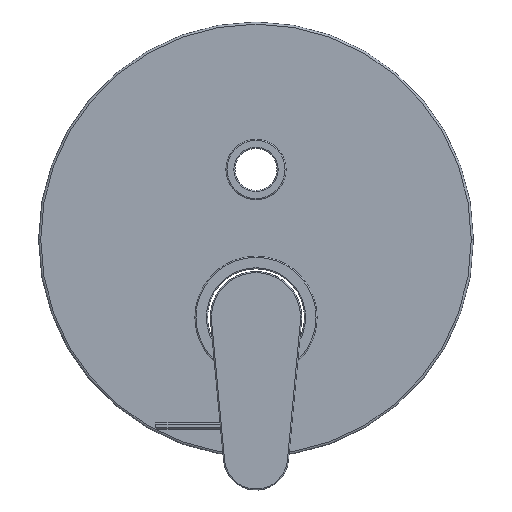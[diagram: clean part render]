
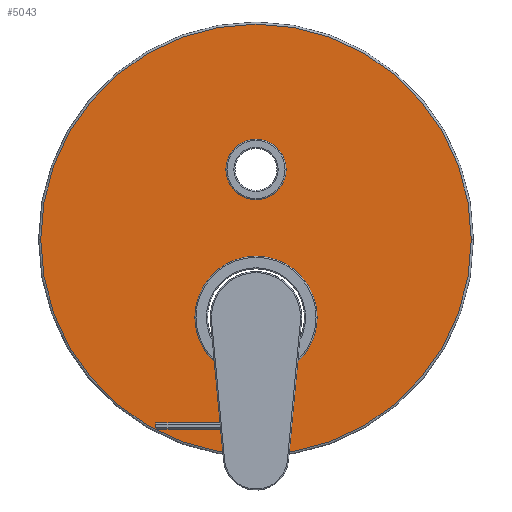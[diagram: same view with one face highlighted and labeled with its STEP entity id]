
A CAD part, top view. The second image highlights one B-rep face of the part: STEP entity #5043.
In plain terms, the highlighted face is planar.
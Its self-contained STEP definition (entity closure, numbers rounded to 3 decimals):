
#4755=CARTESIAN_POINT('',(0.,8.,0.));
#4756=DIRECTION('',(0.,1.,0.));
#4757=DIRECTION('',(1.,0.,0.));
#4758=AXIS2_PLACEMENT_3D('',#4755,#4756,#4757);
#4763=CARTESIAN_POINT('',(0.,8.,0.));
#4764=DIRECTION('',(0.,1.,0.));
#4765=DIRECTION('',(-1.,0.,0.));
#4766=AXIS2_PLACEMENT_3D('',#4763,#4764,#4765);
#4771=CARTESIAN_POINT('',(0.,8.,35.8));
#4772=DIRECTION('',(0.,1.,0.));
#4773=DIRECTION('',(1.,0.,0.));
#4774=AXIS2_PLACEMENT_3D('',#4771,#4772,#4773);
#4779=CARTESIAN_POINT('',(0.,8.,35.8));
#4780=DIRECTION('',(0.,1.,0.));
#4781=DIRECTION('',(-1.,0.,0.));
#4782=AXIS2_PLACEMENT_3D('',#4779,#4780,#4781);
#4787=CARTESIAN_POINT('',(0.,8.,-32.2));
#4788=DIRECTION('',(0.,1.,0.));
#4789=DIRECTION('',(1.,0.,0.));
#4790=AXIS2_PLACEMENT_3D('',#4787,#4788,#4789);
#4795=CARTESIAN_POINT('',(0.,8.,-32.2));
#4796=DIRECTION('',(0.,1.,0.));
#4797=DIRECTION('',(-1.,0.,0.));
#4798=AXIS2_PLACEMENT_3D('',#4795,#4796,#4797);
#4863=CARTESIAN_POINT('',(99.,8.,0.));
#4864=CARTESIAN_POINT('',(-99.,8.,0.));
#4865=VERTEX_POINT('',#4863);
#4866=VERTEX_POINT('',#4864);
#4883=CARTESIAN_POINT('',(25.,8.,35.8));
#4884=CARTESIAN_POINT('',(-25.,8.,35.8));
#4885=VERTEX_POINT('',#4883);
#4886=VERTEX_POINT('',#4884);
#4891=CARTESIAN_POINT('',(11.5,8.,-32.2));
#4892=CARTESIAN_POINT('',(-11.5,8.,-32.2));
#4893=VERTEX_POINT('',#4891);
#4894=VERTEX_POINT('',#4892);
#5021=CARTESIAN_POINT('',(0.,8.,0.));
#5022=DIRECTION('',(0.,-1.,0.));
#5023=DIRECTION('',(-1.,0.,0.));
#5024=AXIS2_PLACEMENT_3D('',#5021,#5022,#5023);
#5025=PLANE('',#5024);
#5026=ORIENTED_EDGE('',*,*,#5011,.F.);
#5028=ORIENTED_EDGE('',*,*,#5027,.F.);
#5029=EDGE_LOOP('',(#5026,#5028));
#5030=FACE_OUTER_BOUND('',#5029,.F.);
#5032=ORIENTED_EDGE('',*,*,#5031,.T.);
#5034=ORIENTED_EDGE('',*,*,#5033,.T.);
#5035=EDGE_LOOP('',(#5032,#5034));
#5036=FACE_BOUND('',#5035,.F.);
#5038=ORIENTED_EDGE('',*,*,#5037,.T.);
#5040=ORIENTED_EDGE('',*,*,#5039,.T.);
#5041=EDGE_LOOP('',(#5038,#5040));
#5042=FACE_BOUND('',#5041,.F.);
#5043=ADVANCED_FACE('',(#5030,#5036,#5042),#5025,.F.);
#4759=CIRCLE('',#4758,99.);
#4767=CIRCLE('',#4766,99.);
#4775=CIRCLE('',#4774,25.);
#4783=CIRCLE('',#4782,25.);
#4791=CIRCLE('',#4790,11.5);
#4799=CIRCLE('',#4798,11.5);
#5011=EDGE_CURVE('',#4865,#4866,#4759,.T.);
#5027=EDGE_CURVE('',#4866,#4865,#4767,.T.);
#5031=EDGE_CURVE('',#4885,#4886,#4775,.T.);
#5033=EDGE_CURVE('',#4886,#4885,#4783,.T.);
#5037=EDGE_CURVE('',#4893,#4894,#4791,.T.);
#5039=EDGE_CURVE('',#4894,#4893,#4799,.T.);
